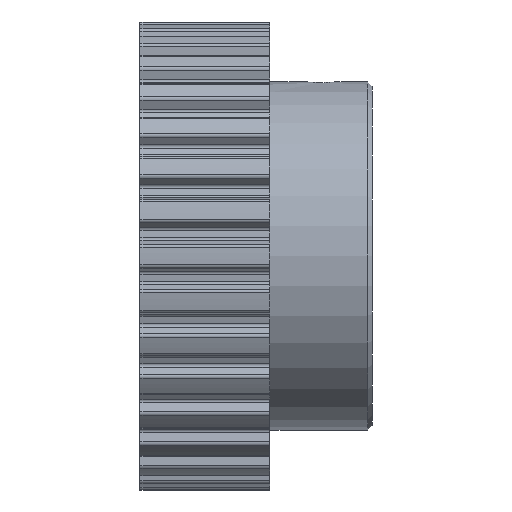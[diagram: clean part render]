
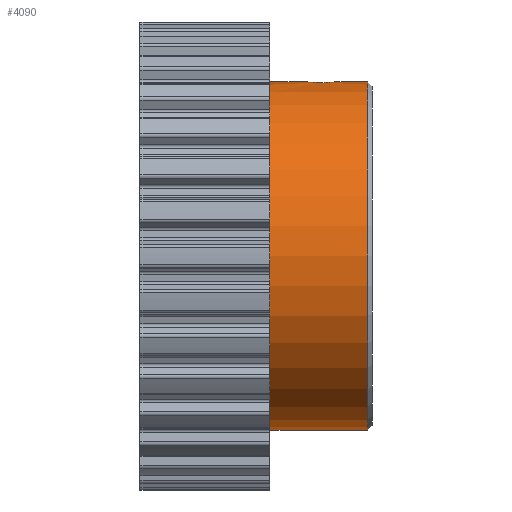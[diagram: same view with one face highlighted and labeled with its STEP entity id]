
A CAD part, front view. The second image highlights one B-rep face of the part: STEP entity #4090.
In plain terms, the highlighted cylindrical face has radius 19.05 mm (diameter 38.1 mm), a partial arc.
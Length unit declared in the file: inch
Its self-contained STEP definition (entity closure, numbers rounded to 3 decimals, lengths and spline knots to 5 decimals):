
#503 = CARTESIAN_POINT ( 'NONE',  ( 0.98145, 0., -0.75 ) ) ;
#596 = CARTESIAN_POINT ( 'NONE',  ( 0.83231, -0.03085, 0.7494 ) ) ;
#636 = CARTESIAN_POINT ( 'NONE',  ( 0.73244, -0.03744, 0.74907 ) ) ;
#1315 = VERTEX_POINT ( 'NONE', #10709 ) ;
#1540 = CARTESIAN_POINT ( 'NONE',  ( 0.81679, -0.04901, 0.74842 ) ) ;
#1581 = CARTESIAN_POINT ( 'NONE',  ( 0.72624, -0.02724, 0.74951 ) ) ;
#1769 = CIRCLE ( 'NONE', #3938, 0.75 ) ;
#1937 = EDGE_CURVE ( 'NONE', #4639, #8496, #5793, .T. ) ;
#2168 = EDGE_CURVE ( 'NONE', #4781, #2675, #1769, .T. ) ;
#2224 = CARTESIAN_POINT ( 'NONE',  ( 0.56, 0., -0.75 ) ) ;
#2411 = CARTESIAN_POINT ( 'NONE',  ( 0.98145, 0., 0. ) ) ;
#2471 = EDGE_CURVE ( 'NONE', #8496, #2908, #8888, .T. ) ;
#2505 = CARTESIAN_POINT ( 'NONE',  ( 0.79563, -0.0597, 0.74763 ) ) ;
#2547 = CARTESIAN_POINT ( 'NONE',  ( 0.72014, -0.00796, 0.75 ) ) ;
#2605 = DIRECTION ( 'NONE',  ( -1., 0., 0. ) ) ;
#2675 = VERTEX_POINT ( 'NONE', #8140 ) ;
#2791 = ORIENTED_EDGE ( 'NONE', *, *, #6292, .F. ) ;
#2859 = B_SPLINE_CURVE_WITH_KNOTS ( 'NONE', 3,
 ( #11897, #10052, #6274, #596, #7232, #1540, #8195, #2505, #9141, #3446, #10100, #4394, #11061, #5374, #12023, #6310, #636, #7282, #1581, #8237, #2547, #9188 ),
 .UNSPECIFIED., .F., .F.,
 ( 4, 2, 2, 2, 2, 2, 2, 2, 2, 2, 4 ),
 ( 0., 0.06248, 0.12496, 0.18744, 0.24992, 0.28116, 0.3124, 0.37487, 0.40611, 0.43735, 0.49983 ),
 .UNSPECIFIED. ) ;
#2908 = VERTEX_POINT ( 'NONE', #2224 ) ;
#2952 = ORIENTED_EDGE ( 'NONE', *, *, #1937, .T. ) ;
#3172 = CARTESIAN_POINT ( 'NONE',  ( 1., 0., 0. ) ) ;
#3254 = VECTOR ( 'NONE', #2605, 39.37008 ) ;
#3351 = DIRECTION ( 'NONE',  ( 0., 0., -1. ) ) ;
#3446 = CARTESIAN_POINT ( 'NONE',  ( 0.77607, -0.06128, 0.74749 ) ) ;
#3555 = VECTOR ( 'NONE', #9655, 39.37008 ) ;
#3714 = AXIS2_PLACEMENT_3D ( 'NONE', #5029, #11690, #5986 ) ;
#3857 = LINE ( 'NONE', #9254, #3254 ) ;
#3860 = ORIENTED_EDGE ( 'NONE', *, *, #2168, .T. ) ;
#3938 = AXIS2_PLACEMENT_3D ( 'NONE', #2411, #9054, #3351 ) ;
#4090 = ADVANCED_FACE ( 'NONE', ( #11404 ), #6028, .T. ) ;
#4394 = CARTESIAN_POINT ( 'NONE',  ( 0.76453, -0.05934, 0.74765 ) ) ;
#4461 = VECTOR ( 'NONE', #9830, 39.37008 ) ;
#4639 = VERTEX_POINT ( 'NONE', #10734 ) ;
#4781 = VERTEX_POINT ( 'NONE', #503 ) ;
#5012 = ORIENTED_EDGE ( 'NONE', *, *, #6144, .T. ) ;
#5029 = CARTESIAN_POINT ( 'NONE',  ( 0.56, 0., 0. ) ) ;
#5079 = DIRECTION ( 'NONE',  ( 0., 0., 1. ) ) ;
#5374 = CARTESIAN_POINT ( 'NONE',  ( 0.7499, -0.05357, 0.74809 ) ) ;
#5793 = LINE ( 'NONE', #5872, #3555 ) ;
#5824 = CARTESIAN_POINT ( 'NONE',  ( 0.56, 0., 0.75 ) ) ;
#5872 = CARTESIAN_POINT ( 'NONE',  ( 1., 0., 0.75 ) ) ;
#5986 = DIRECTION ( 'NONE',  ( 0., 0., -1. ) ) ;
#6002 = DIRECTION ( 'NONE',  ( -1., 0., 0. ) ) ;
#6028 = CYLINDRICAL_SURFACE ( 'NONE', #9297, 0.75 ) ;
#6144 = EDGE_CURVE ( 'NONE', #1315, #4639, #2859, .T. ) ;
#6274 = CARTESIAN_POINT ( 'NONE',  ( 0.8383, -0.01603, 0.74987 ) ) ;
#6292 = EDGE_CURVE ( 'NONE', #4781, #2908, #12074, .T. ) ;
#6310 = CARTESIAN_POINT ( 'NONE',  ( 0.73496, -0.04056, 0.74891 ) ) ;
#6367 = ORIENTED_EDGE ( 'NONE', *, *, #2471, .T. ) ;
#7232 = CARTESIAN_POINT ( 'NONE',  ( 0.82789, -0.03763, 0.74908 ) ) ;
#7282 = CARTESIAN_POINT ( 'NONE',  ( 0.72807, -0.03075, 0.74938 ) ) ;
#7480 = EDGE_CURVE ( 'NONE', #2675, #1315, #3857, .T. ) ;
#8140 = CARTESIAN_POINT ( 'NONE',  ( 0.98145, 0., 0.75 ) ) ;
#8195 = CARTESIAN_POINT ( 'NONE',  ( 0.81021, -0.05352, 0.74809 ) ) ;
#8237 = CARTESIAN_POINT ( 'NONE',  ( 0.72172, -0.01614, 0.74986 ) ) ;
#8496 = VERTEX_POINT ( 'NONE', #5824 ) ;
#8878 = CARTESIAN_POINT ( 'NONE',  ( 1., 0., -0.75 ) ) ;
#8888 = CIRCLE ( 'NONE', #3714, 0.75 ) ;
#9054 = DIRECTION ( 'NONE',  ( -1., 0., 0. ) ) ;
#9141 = CARTESIAN_POINT ( 'NONE',  ( 0.78792, -0.06128, 0.74749 ) ) ;
#9188 = CARTESIAN_POINT ( 'NONE',  ( 0.72014, 0., 0.75 ) ) ;
#9254 = CARTESIAN_POINT ( 'NONE',  ( 1., 0., 0.75 ) ) ;
#9297 = AXIS2_PLACEMENT_3D ( 'NONE', #3172, #6002, #5079 ) ;
#9655 = DIRECTION ( 'NONE',  ( -1., 0., 0. ) ) ;
#9830 = DIRECTION ( 'NONE',  ( -1., 0., 0. ) ) ;
#10052 = CARTESIAN_POINT ( 'NONE',  ( 0.83986, -0.00802, 0.75 ) ) ;
#10100 = CARTESIAN_POINT ( 'NONE',  ( 0.77222, -0.06089, 0.74752 ) ) ;
#10709 = CARTESIAN_POINT ( 'NONE',  ( 0.83986, 0., 0.75 ) ) ;
#10734 = CARTESIAN_POINT ( 'NONE',  ( 0.72014, 0., 0.75 ) ) ;
#11061 = CARTESIAN_POINT ( 'NONE',  ( 0.76074, -0.05816, 0.74774 ) ) ;
#11404 = FACE_OUTER_BOUND ( 'NONE', #11757, .T. ) ;
#11571 = ORIENTED_EDGE ( 'NONE', *, *, #7480, .T. ) ;
#11690 = DIRECTION ( 'NONE',  ( 1., 0., 0. ) ) ;
#11757 = EDGE_LOOP ( 'NONE', ( #2791, #3860, #11571, #5012, #2952, #6367 ) ) ;
#11897 = CARTESIAN_POINT ( 'NONE',  ( 0.83986, 0., 0.75 ) ) ;
#12023 = CARTESIAN_POINT ( 'NONE',  ( 0.74325, -0.04903, 0.74842 ) ) ;
#12074 = LINE ( 'NONE', #8878, #4461 ) ;
